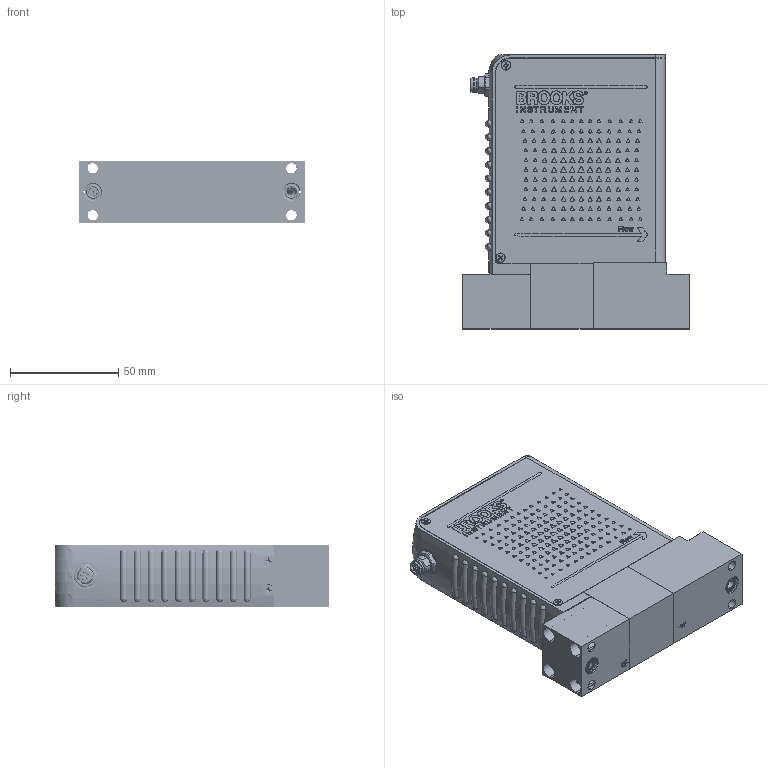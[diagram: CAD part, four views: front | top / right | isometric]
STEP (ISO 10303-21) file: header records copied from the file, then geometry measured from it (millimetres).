
FILE_DESCRIPTION (( 'STEP AP214' ), '1' );
FILE_NAME ('GP200-WSEAL-ETHERCAT.STEP', '2021-07-30T13:31:12', ( '' ), ( '' ), 'SwSTEP 2.0', 'SolidWorks 2020', '' );
FILE_SCHEMA (( 'AUTOMOTIVE_DESIGN' ));
Length unit declared in the file: inch
Products named in the file (1): GP200-WSEAL-ETHERCAT
Bounding box: 104.95 x 126.82 x 28.57 mm (x, y, z)
Volume: 117067.4 mm3; surface area: 81553.8 mm2
Topology: 34 solids, 35 shells, 8333 faces, 23279 edges, 15340 vertices
Faces by surface type: cylinder 4585, plane 3068, bspline 385, cone 225, torus 62, sphere 8
Entity records: 304790 total; most frequent: CARTESIAN_POINT 83046, ORIENTED_EDGE 46430, DIRECTION 45797, EDGE_CURVE 23215, AXIS2_PLACEMENT_3D 16732, VERTEX_POINT 15336, VECTOR 12333, LINE 12333
